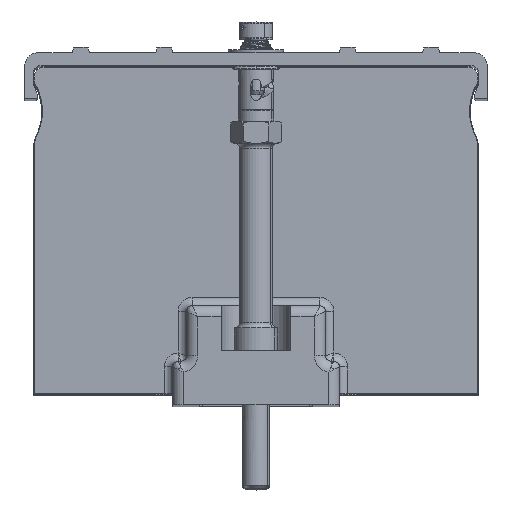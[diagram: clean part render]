
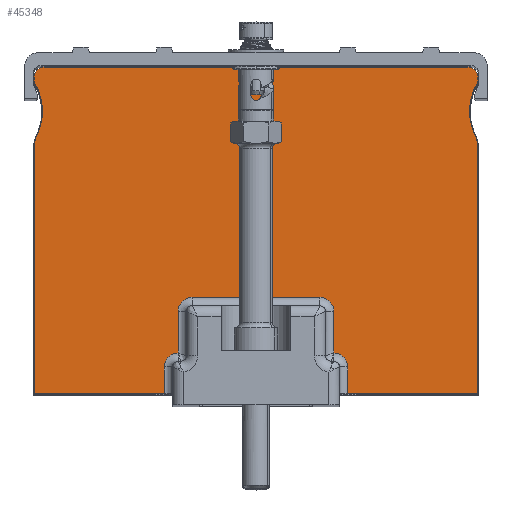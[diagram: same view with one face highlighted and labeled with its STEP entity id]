
A CAD part, top view. The second image highlights one B-rep face of the part: STEP entity #45348.
In plain terms, the highlighted planar face has unit normal (0, 0, 1).
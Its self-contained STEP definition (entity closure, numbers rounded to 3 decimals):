
#2077=DIRECTION('',(0.,-1.,0.));
#2078=VECTOR('',#2077,44.262);
#2079=CARTESIAN_POINT('',(-39.9,46.262,182.));
#2080=LINE('',#2079,#2078);
#2081=CARTESIAN_POINT('',(-35.,46.262,182.));
#2082=DIRECTION('',(0.,0.,1.));
#2083=DIRECTION('',(-0.9,0.436,0.));
#2084=AXIS2_PLACEMENT_3D('',#2081,#2082,#2083);
#2086=CARTESIAN_POINT('',(-48.5,52.8,182.));
#2087=DIRECTION('',(0.,0.,-1.));
#2088=DIRECTION('',(0.857,0.515,0.));
#2089=AXIS2_PLACEMENT_3D('',#2086,#2087,#2088);
#2091=CARTESIAN_POINT('',(-39.5,58.208,182.));
#2092=DIRECTION('',(0.,0.,1.));
#2093=DIRECTION('',(-1.,0.,0.));
#2094=AXIS2_PLACEMENT_3D('',#2091,#2092,#2093);
#2096=DIRECTION('',(0.,-1.,0.));
#2097=VECTOR('',#2096,0.592);
#2098=CARTESIAN_POINT('',(-39.9,58.8,182.));
#2099=LINE('',#2098,#2097);
#2100=CARTESIAN_POINT('',(-38.,58.8,182.));
#2101=DIRECTION('',(0.,0.,1.));
#2102=DIRECTION('',(0.,1.,0.));
#2103=AXIS2_PLACEMENT_3D('',#2100,#2101,#2102);
#2105=DIRECTION('',(-1.,0.,0.));
#2106=VECTOR('',#2105,76.);
#2107=CARTESIAN_POINT('',(38.,60.7,182.));
#2108=LINE('',#2107,#2106);
#2109=CARTESIAN_POINT('',(38.,58.8,182.));
#2110=DIRECTION('',(0.,0.,1.));
#2111=DIRECTION('',(1.,0.,0.));
#2112=AXIS2_PLACEMENT_3D('',#2109,#2110,#2111);
#2114=DIRECTION('',(0.,1.,0.));
#2115=VECTOR('',#2114,0.592);
#2116=CARTESIAN_POINT('',(39.9,58.208,182.));
#2117=LINE('',#2116,#2115);
#2118=CARTESIAN_POINT('',(39.5,58.208,182.));
#2119=DIRECTION('',(0.,0.,1.));
#2120=DIRECTION('',(0.857,-0.515,0.));
#2121=AXIS2_PLACEMENT_3D('',#2118,#2119,#2120);
#2123=CARTESIAN_POINT('',(48.5,52.8,182.));
#2124=DIRECTION('',(0.,0.,-1.));
#2125=DIRECTION('',(-0.9,-0.436,0.));
#2126=AXIS2_PLACEMENT_3D('',#2123,#2124,#2125);
#2128=CARTESIAN_POINT('',(35.,46.262,182.));
#2129=DIRECTION('',(0.,0.,1.));
#2130=DIRECTION('',(1.,0.,0.));
#2131=AXIS2_PLACEMENT_3D('',#2128,#2129,#2130);
#2133=DIRECTION('',(0.,1.,0.));
#2134=VECTOR('',#2133,44.262);
#2135=CARTESIAN_POINT('',(39.9,2.,182.));
#2136=LINE('',#2135,#2134);
#2137=DIRECTION('',(-1.,0.,0.));
#2138=VECTOR('',#2137,23.4);
#2139=CARTESIAN_POINT('',(39.9,2.,182.));
#2140=LINE('',#2139,#2138);
#2141=DIRECTION('',(0.,1.,0.));
#2142=VECTOR('',#2141,4.8);
#2143=CARTESIAN_POINT('',(16.5,2.,182.));
#2144=LINE('',#2143,#2142);
#2145=CARTESIAN_POINT('',(14.,6.8,182.));
#2146=DIRECTION('',(0.,0.,1.));
#2147=DIRECTION('',(1.,0.,0.));
#2148=AXIS2_PLACEMENT_3D('',#2145,#2146,#2147);
#2150=CARTESIAN_POINT('',(14.,9.3,182.));
#2151=CARTESIAN_POINT('',(14.,9.649,182.));
#2152=CARTESIAN_POINT('',(14.,10.333,182.));
#2153=CARTESIAN_POINT('',(14.,11.314,182.));
#2154=CARTESIAN_POINT('',(14.,12.263,182.));
#2155=CARTESIAN_POINT('',(14.,13.185,182.));
#2156=CARTESIAN_POINT('',(14.,14.092,182.));
#2157=CARTESIAN_POINT('',(14.,14.99,182.));
#2158=CARTESIAN_POINT('',(14.,15.888,182.));
#2159=CARTESIAN_POINT('',(14.,16.495,182.));
#2160=CARTESIAN_POINT('',(14.,16.8,182.));
#2162=CARTESIAN_POINT('',(11.5,16.8,182.));
#2163=DIRECTION('',(0.,0.,1.));
#2164=DIRECTION('',(1.,0.,0.));
#2165=AXIS2_PLACEMENT_3D('',#2162,#2163,#2164);
#2167=DIRECTION('',(-1.,0.,0.));
#2168=VECTOR('',#2167,23.);
#2169=CARTESIAN_POINT('',(11.5,19.3,182.));
#2170=LINE('',#2169,#2168);
#2171=CARTESIAN_POINT('',(-11.5,16.8,182.));
#2172=DIRECTION('',(0.,0.,1.));
#2173=DIRECTION('',(0.,1.,0.));
#2174=AXIS2_PLACEMENT_3D('',#2171,#2172,#2173);
#2176=CARTESIAN_POINT('',(-14.,16.8,182.));
#2177=CARTESIAN_POINT('',(-14.,16.495,182.));
#2178=CARTESIAN_POINT('',(-14.,15.888,182.));
#2179=CARTESIAN_POINT('',(-14.,14.99,182.));
#2180=CARTESIAN_POINT('',(-14.,14.092,182.));
#2181=CARTESIAN_POINT('',(-14.,13.185,182.));
#2182=CARTESIAN_POINT('',(-14.,12.263,182.));
#2183=CARTESIAN_POINT('',(-14.,11.314,182.));
#2184=CARTESIAN_POINT('',(-14.,10.333,182.));
#2185=CARTESIAN_POINT('',(-14.,9.649,182.));
#2186=CARTESIAN_POINT('',(-14.,9.3,182.));
#2188=CARTESIAN_POINT('',(-14.,6.8,182.));
#2189=DIRECTION('',(0.,0.,1.));
#2190=DIRECTION('',(0.,1.,0.));
#2191=AXIS2_PLACEMENT_3D('',#2188,#2189,#2190);
#2193=DIRECTION('',(0.,-1.,0.));
#2194=VECTOR('',#2193,4.8);
#2195=CARTESIAN_POINT('',(-16.5,6.8,182.));
#2196=LINE('',#2195,#2194);
#2197=DIRECTION('',(-1.,0.,0.));
#2198=VECTOR('',#2197,23.4);
#2199=CARTESIAN_POINT('',(-16.5,2.,182.));
#2200=LINE('',#2199,#2198);
#40941=CARTESIAN_POINT('',(16.5,2.,182.));
#40942=CARTESIAN_POINT('',(16.5,6.8,182.));
#40943=VERTEX_POINT('',#40941);
#40944=VERTEX_POINT('',#40942);
#40945=CARTESIAN_POINT('',(14.,9.3,182.));
#40946=VERTEX_POINT('',#40945);
#40950=VERTEX_POINT('',#2176);
#40951=VERTEX_POINT('',#2186);
#40954=CARTESIAN_POINT('',(-11.5,19.3,182.));
#40955=VERTEX_POINT('',#40954);
#40958=CARTESIAN_POINT('',(11.5,19.3,182.));
#40959=VERTEX_POINT('',#40958);
#40962=CARTESIAN_POINT('',(14.,16.8,182.));
#40963=VERTEX_POINT('',#40962);
#40967=CARTESIAN_POINT('',(-16.5,6.8,182.));
#40968=CARTESIAN_POINT('',(-16.5,2.,182.));
#40969=VERTEX_POINT('',#40967);
#40970=VERTEX_POINT('',#40968);
#41639=CARTESIAN_POINT('',(-39.9,2.,182.));
#41641=VERTEX_POINT('',#41639);
#41645=CARTESIAN_POINT('',(-39.9,46.262,182.));
#41646=VERTEX_POINT('',#41645);
#41647=CARTESIAN_POINT('',(-39.41,48.398,182.));
#41648=VERTEX_POINT('',#41647);
#41651=CARTESIAN_POINT('',(-39.843,58.002,182.));
#41652=VERTEX_POINT('',#41651);
#41657=CARTESIAN_POINT('',(-39.9,58.8,182.));
#41658=CARTESIAN_POINT('',(-39.9,58.208,182.));
#41659=VERTEX_POINT('',#41657);
#41660=VERTEX_POINT('',#41658);
#41663=CARTESIAN_POINT('',(-38.,60.7,182.));
#41664=VERTEX_POINT('',#41663);
#41667=CARTESIAN_POINT('',(38.,60.7,182.));
#41668=VERTEX_POINT('',#41667);
#41671=CARTESIAN_POINT('',(39.9,58.8,182.));
#41672=VERTEX_POINT('',#41671);
#41675=CARTESIAN_POINT('',(39.9,58.208,182.));
#41676=VERTEX_POINT('',#41675);
#41681=CARTESIAN_POINT('',(39.41,48.398,182.));
#41682=CARTESIAN_POINT('',(39.843,58.002,182.));
#41683=VERTEX_POINT('',#41681);
#41684=VERTEX_POINT('',#41682);
#41687=CARTESIAN_POINT('',(39.9,46.262,182.));
#41688=VERTEX_POINT('',#41687);
#41692=CARTESIAN_POINT('',(39.9,2.,182.));
#41694=VERTEX_POINT('',#41692);
#45294=CARTESIAN_POINT('',(0.,0.,182.));
#45295=DIRECTION('',(0.,0.,1.));
#45296=DIRECTION('',(1.,0.,0.));
#45297=AXIS2_PLACEMENT_3D('',#45294,#45295,#45296);
#45298=PLANE('',#45297);
#45300=ORIENTED_EDGE('',*,*,#45299,.F.);
#45302=ORIENTED_EDGE('',*,*,#45301,.F.);
#45304=ORIENTED_EDGE('',*,*,#45303,.F.);
#45306=ORIENTED_EDGE('',*,*,#45305,.F.);
#45308=ORIENTED_EDGE('',*,*,#45307,.F.);
#45310=ORIENTED_EDGE('',*,*,#45309,.F.);
#45312=ORIENTED_EDGE('',*,*,#45311,.F.);
#45314=ORIENTED_EDGE('',*,*,#45313,.F.);
#45316=ORIENTED_EDGE('',*,*,#45315,.F.);
#45318=ORIENTED_EDGE('',*,*,#45317,.F.);
#45320=ORIENTED_EDGE('',*,*,#45319,.F.);
#45322=ORIENTED_EDGE('',*,*,#45321,.F.);
#45324=ORIENTED_EDGE('',*,*,#45323,.F.);
#45326=ORIENTED_EDGE('',*,*,#45325,.T.);
#45328=ORIENTED_EDGE('',*,*,#45327,.T.);
#45330=ORIENTED_EDGE('',*,*,#45329,.T.);
#45332=ORIENTED_EDGE('',*,*,#45331,.T.);
#45334=ORIENTED_EDGE('',*,*,#45333,.T.);
#45336=ORIENTED_EDGE('',*,*,#45335,.T.);
#45338=ORIENTED_EDGE('',*,*,#45337,.T.);
#45340=ORIENTED_EDGE('',*,*,#45339,.T.);
#45341=ORIENTED_EDGE('',*,*,#45284,.T.);
#45343=ORIENTED_EDGE('',*,*,#45342,.T.);
#45345=ORIENTED_EDGE('',*,*,#45344,.T.);
#45346=EDGE_LOOP('',(#45300,#45302,#45304,#45306,#45308,#45310,#45312,#45314,
#45316,#45318,#45320,#45322,#45324,#45326,#45328,#45330,#45332,#45334,#45336,
#45338,#45340,#45341,#45343,#45345));
#45347=FACE_OUTER_BOUND('',#45346,.F.);
#45348=ADVANCED_FACE('',(#45347),#45298,.T.);
#2085=CIRCLE('',#2084,4.9);
#2090=CIRCLE('',#2089,10.1);
#2095=CIRCLE('',#2094,0.4);
#2104=CIRCLE('',#2103,1.9);
#2113=CIRCLE('',#2112,1.9);
#2122=CIRCLE('',#2121,0.4);
#2127=CIRCLE('',#2126,10.1);
#2132=CIRCLE('',#2131,4.9);
#2149=CIRCLE('',#2148,2.5);
#2161=B_SPLINE_CURVE_WITH_KNOTS('',3,(#2150,#2151,#2152,#2153,#2154,#2155,#2156,
#2157,#2158,#2159,#2160),.UNSPECIFIED.,.F.,.F.,(4,1,1,1,1,1,1,1,4),(0.,
0.125,0.25,0.375,0.5,0.625,0.75,0.875,1.),.UNSPECIFIED.);
#2166=CIRCLE('',#2165,2.5);
#2175=CIRCLE('',#2174,2.5);
#2187=B_SPLINE_CURVE_WITH_KNOTS('',3,(#2176,#2177,#2178,#2179,#2180,#2181,#2182,
#2183,#2184,#2185,#2186),.UNSPECIFIED.,.F.,.F.,(4,1,1,1,1,1,1,1,4),(0.,
0.125,0.25,0.375,0.5,0.625,0.75,0.875,1.),.UNSPECIFIED.);
#2192=CIRCLE('',#2191,2.5);
#45284=EDGE_CURVE('',#40951,#40969,#2192,.T.);
#45299=EDGE_CURVE('',#41646,#41641,#2080,.T.);
#45301=EDGE_CURVE('',#41648,#41646,#2085,.T.);
#45303=EDGE_CURVE('',#41652,#41648,#2090,.T.);
#45305=EDGE_CURVE('',#41660,#41652,#2095,.T.);
#45307=EDGE_CURVE('',#41659,#41660,#2099,.T.);
#45309=EDGE_CURVE('',#41664,#41659,#2104,.T.);
#45311=EDGE_CURVE('',#41668,#41664,#2108,.T.);
#45313=EDGE_CURVE('',#41672,#41668,#2113,.T.);
#45315=EDGE_CURVE('',#41676,#41672,#2117,.T.);
#45317=EDGE_CURVE('',#41684,#41676,#2122,.T.);
#45319=EDGE_CURVE('',#41683,#41684,#2127,.T.);
#45321=EDGE_CURVE('',#41688,#41683,#2132,.T.);
#45323=EDGE_CURVE('',#41694,#41688,#2136,.T.);
#45325=EDGE_CURVE('',#41694,#40943,#2140,.T.);
#45327=EDGE_CURVE('',#40943,#40944,#2144,.T.);
#45329=EDGE_CURVE('',#40944,#40946,#2149,.T.);
#45331=EDGE_CURVE('',#40946,#40963,#2161,.T.);
#45333=EDGE_CURVE('',#40963,#40959,#2166,.T.);
#45335=EDGE_CURVE('',#40959,#40955,#2170,.T.);
#45337=EDGE_CURVE('',#40955,#40950,#2175,.T.);
#45339=EDGE_CURVE('',#40950,#40951,#2187,.T.);
#45342=EDGE_CURVE('',#40969,#40970,#2196,.T.);
#45344=EDGE_CURVE('',#40970,#41641,#2200,.T.);
